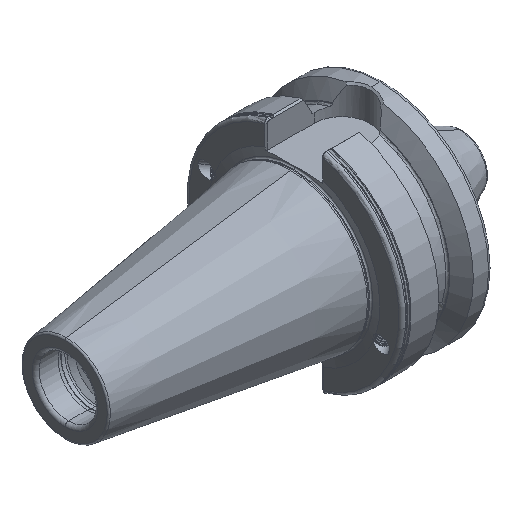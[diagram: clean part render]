
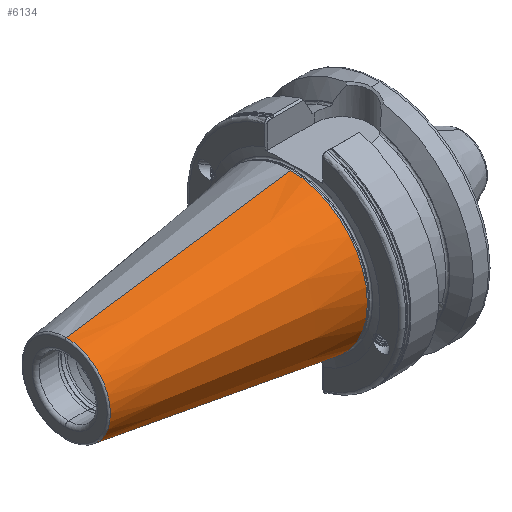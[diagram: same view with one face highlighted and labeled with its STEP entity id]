
A CAD part, isometric view. The second image highlights one B-rep face of the part: STEP entity #6134.
In plain terms, the highlighted conical face has half-angle 8.297 degrees and reference radius 22.24 mm.
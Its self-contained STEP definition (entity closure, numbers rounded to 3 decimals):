
#946 = VERTEX_POINT ( 'NONE', #10644 ) ;
#950 = VERTEX_POINT ( 'NONE', #10608 ) ;
#1011 = VERTEX_POINT ( 'NONE', #10698 ) ;
#1046 = VERTEX_POINT ( 'NONE', #10674 ) ;
#2919 = CIRCLE ( 'NONE', #14525, 12.75 ) ;
#2971 = VECTOR ( 'NONE', #8465, 1000. ) ;
#2981 = LINE ( 'NONE', #8430, #2988 ) ;
#2988 = VECTOR ( 'NONE', #8425, 1000. ) ;
#2993 = LINE ( 'NONE', #8474, #2971 ) ;
#3025 = FACE_OUTER_BOUND ( 'NONE', #23069, .T. ) ;
#3026 = CONICAL_SURFACE ( 'NONE', #12550, 22.24, 0.145 ) ;
#3670 = ORIENTED_EDGE ( 'NONE', *, *, #7814, .F. ) ;
#3702 = ORIENTED_EDGE ( 'NONE', *, *, #4742, .F. ) ;
#3705 = ORIENTED_EDGE ( 'NONE', *, *, #4751, .T. ) ;
#3710 = ORIENTED_EDGE ( 'NONE', *, *, #7789, .T. ) ;
#4742 = EDGE_CURVE ( 'NONE', #946, #1046, #2981, .T. ) ;
#4751 = EDGE_CURVE ( 'NONE', #950, #1011, #2993, .T. ) ;
#6134 = ADVANCED_FACE ( 'NONE', ( #3025 ), #3026, .T. ) ;
#7789 = EDGE_CURVE ( 'NONE', #946, #950, #2919, .T. ) ;
#7814 = EDGE_CURVE ( 'NONE', #1046, #1011, #18613, .T. ) ;
#8425 = DIRECTION ( 'NONE',  ( 0.99, 0., 0.144 ) ) ;
#8430 = CARTESIAN_POINT ( 'NONE',  ( -0.9, 0., 22.24 ) ) ;
#8465 = DIRECTION ( 'NONE',  ( 0.99, 0., -0.144 ) ) ;
#8474 = CARTESIAN_POINT ( 'NONE',  ( -0.9, 0., -22.24 ) ) ;
#8656 = DIRECTION ( 'NONE',  ( 1., 0., 0. ) ) ;
#8662 = DIRECTION ( 'NONE',  ( 0., 0., -1. ) ) ;
#8692 = CARTESIAN_POINT ( 'NONE',  ( -0.9, 0., 0. ) ) ;
#10608 = CARTESIAN_POINT ( 'NONE',  ( -65.972, 0., -12.75 ) ) ;
#10644 = CARTESIAN_POINT ( 'NONE',  ( -65.972, 0., 12.75 ) ) ;
#10674 = CARTESIAN_POINT ( 'NONE',  ( -0.9, 0., 22.24 ) ) ;
#10698 = CARTESIAN_POINT ( 'NONE',  ( -0.9, 0., -22.24 ) ) ;
#12550 = AXIS2_PLACEMENT_3D ( 'NONE', #8692, #8656, #8662 ) ;
#14511 = AXIS2_PLACEMENT_3D ( 'NONE', #16899, #16903, #16919 ) ;
#14525 = AXIS2_PLACEMENT_3D ( 'NONE', #16808, #16783, #16802 ) ;
#16783 = DIRECTION ( 'NONE',  ( 1., 0., 0. ) ) ;
#16802 = DIRECTION ( 'NONE',  ( 0., 0., -1. ) ) ;
#16808 = CARTESIAN_POINT ( 'NONE',  ( -65.972, 0., 0. ) ) ;
#16899 = CARTESIAN_POINT ( 'NONE',  ( -0.9, 0., 0. ) ) ;
#16903 = DIRECTION ( 'NONE',  ( 1., 0., 0. ) ) ;
#16919 = DIRECTION ( 'NONE',  ( 0., 0., -1. ) ) ;
#18613 = CIRCLE ( 'NONE', #14511, 22.24 ) ;
#23069 = EDGE_LOOP ( 'NONE', ( #3702, #3710, #3705, #3670 ) ) ;
